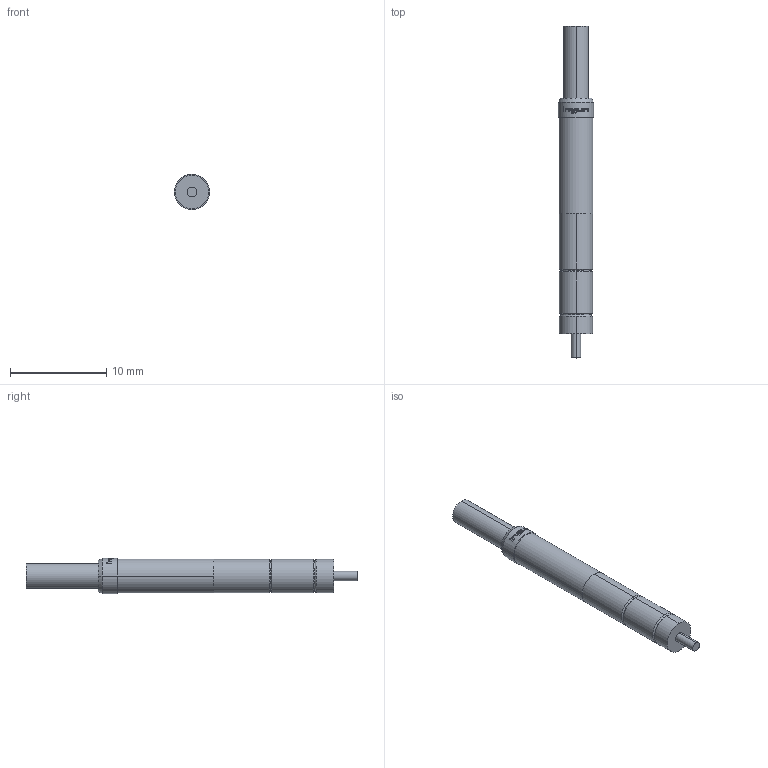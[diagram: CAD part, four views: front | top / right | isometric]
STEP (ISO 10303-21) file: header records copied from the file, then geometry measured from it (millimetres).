
FILE_DESCRIPTION (( 'STEP AP203' ), '1' );
FILE_NAME ('INGUN_HFS-110_303_115_A_xx02_B.STEP', '2025-01-23T13:53:42', ( '' ), ( '' ), 'SwSTEP 2.0', 'SolidWorks 2023', '' );
FILE_SCHEMA (( 'CONFIG_CONTROL_DESIGN' ));
Length unit declared in the file: millimetre
Products named in the file (1): INGUN_HFS-110_303_115_A_xx02_B
Bounding box: 3.65 x 34.5 x 3.65 mm (x, y, z)
Volume: 274.8 mm3; surface area: 370.2 mm2
Topology: 1 solids, 1 shells, 105 faces, 264 edges, 171 vertices
Faces by surface type: plane 47, cylinder 24, bspline 22, torus 8, cone 4
Entity records: 3481 total; most frequent: CARTESIAN_POINT 1039, ORIENTED_EDGE 524, DIRECTION 438, EDGE_CURVE 262, AXIS2_PLACEMENT_3D 178, VERTEX_POINT 171, EDGE_LOOP 117, ADVANCED_FACE 105
